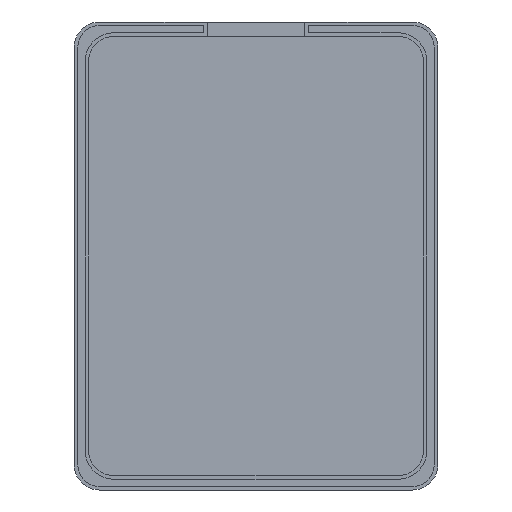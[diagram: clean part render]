
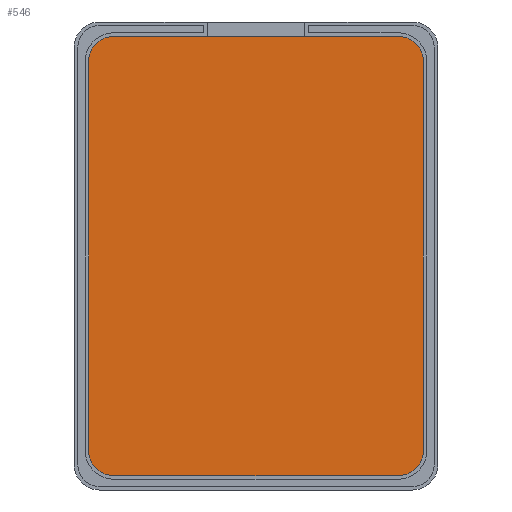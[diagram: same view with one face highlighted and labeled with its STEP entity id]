
A CAD part, front view. The second image highlights one B-rep face of the part: STEP entity #546.
In plain terms, the highlighted planar face has unit normal (0, -1, 0).
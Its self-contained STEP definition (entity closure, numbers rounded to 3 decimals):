
#23 = EDGE_CURVE ( 'NONE', #45, #210, #1076, .T. ) ;
#32 = AXIS2_PLACEMENT_3D ( 'NONE', #109, #705, #928 ) ;
#45 = VERTEX_POINT ( 'NONE', #926 ) ;
#67 = DIRECTION ( 'NONE',  ( 0., -1., 0. ) ) ;
#81 = CARTESIAN_POINT ( 'NONE',  ( 23.25, 4., -27. ) ) ;
#85 = CIRCLE ( 'NONE', #32, 3.5 ) ;
#109 = CARTESIAN_POINT ( 'NONE',  ( 19.75, 4., -27. ) ) ;
#135 = CARTESIAN_POINT ( 'NONE',  ( -19.75, 4., 30.5 ) ) ;
#153 = DIRECTION ( 'NONE',  ( 0., -1., 0. ) ) ;
#184 = EDGE_CURVE ( 'NONE', #1167, #880, #553, .T. ) ;
#192 = ORIENTED_EDGE ( 'NONE', *, *, #1139, .T. ) ;
#210 = VERTEX_POINT ( 'NONE', #858 ) ;
#218 = DIRECTION ( 'NONE',  ( 0., 0., -1. ) ) ;
#268 = CARTESIAN_POINT ( 'NONE',  ( -23.25, 4., -27. ) ) ;
#291 = EDGE_CURVE ( 'NONE', #210, #336, #1116, .T. ) ;
#317 = VECTOR ( 'NONE', #1013, 1000. ) ;
#336 = VERTEX_POINT ( 'NONE', #1340 ) ;
#386 = AXIS2_PLACEMENT_3D ( 'NONE', #1259, #1348, #909 ) ;
#392 = ORIENTED_EDGE ( 'NONE', *, *, #1082, .T. ) ;
#399 = CIRCLE ( 'NONE', #574, 3.5 ) ;
#402 = CARTESIAN_POINT ( 'NONE',  ( -19.75, 4., 27. ) ) ;
#430 = CIRCLE ( 'NONE', #1012, 3.5 ) ;
#472 = ORIENTED_EDGE ( 'NONE', *, *, #721, .T. ) ;
#482 = EDGE_CURVE ( 'NONE', #952, #45, #620, .T. ) ;
#518 = CARTESIAN_POINT ( 'NONE',  ( -23.25, 4., 27. ) ) ;
#546 = ADVANCED_FACE ( 'NONE', ( #656 ), #874, .T. ) ;
#553 = LINE ( 'NONE', #1316, #783 ) ;
#574 = AXIS2_PLACEMENT_3D ( 'NONE', #1224, #153, #785 ) ;
#592 = CARTESIAN_POINT ( 'NONE',  ( -19.75, 4., -30.5 ) ) ;
#620 = LINE ( 'NONE', #81, #1355 ) ;
#656 = FACE_OUTER_BOUND ( 'NONE', #742, .T. ) ;
#705 = DIRECTION ( 'NONE',  ( 0., -1., 0. ) ) ;
#721 = EDGE_CURVE ( 'NONE', #908, #1167, #399, .T. ) ;
#742 = EDGE_LOOP ( 'NONE', ( #943, #997, #1091, #1205, #392, #192, #472, #1183 ) ) ;
#746 = CARTESIAN_POINT ( 'NONE',  ( 19.75, 4., -27. ) ) ;
#783 = VECTOR ( 'NONE', #1194, 1000. ) ;
#785 = DIRECTION ( 'NONE',  ( 0., 0., 1. ) ) ;
#802 = VECTOR ( 'NONE', #1014, 1000. ) ;
#856 = AXIS2_PLACEMENT_3D ( 'NONE', #746, #1294, #218 ) ;
#858 = CARTESIAN_POINT ( 'NONE',  ( 19.75, 4., 30.5 ) ) ;
#864 = EDGE_CURVE ( 'NONE', #880, #952, #85, .T. ) ;
#874 = PLANE ( 'NONE',  #856 ) ;
#880 = VERTEX_POINT ( 'NONE', #1028 ) ;
#908 = VERTEX_POINT ( 'NONE', #268 ) ;
#909 = DIRECTION ( 'NONE',  ( 0., 0., 1. ) ) ;
#926 = CARTESIAN_POINT ( 'NONE',  ( 23.25, 4., 27. ) ) ;
#928 = DIRECTION ( 'NONE',  ( 0., 0., -1. ) ) ;
#938 = DIRECTION ( 'NONE',  ( 0., 0., 1. ) ) ;
#943 = ORIENTED_EDGE ( 'NONE', *, *, #864, .T. ) ;
#952 = VERTEX_POINT ( 'NONE', #1142 ) ;
#997 = ORIENTED_EDGE ( 'NONE', *, *, #482, .T. ) ;
#1012 = AXIS2_PLACEMENT_3D ( 'NONE', #402, #67, #1165 ) ;
#1013 = DIRECTION ( 'NONE',  ( 0., 0., -1. ) ) ;
#1014 = DIRECTION ( 'NONE',  ( -1., 0., 0. ) ) ;
#1028 = CARTESIAN_POINT ( 'NONE',  ( 19.75, 4., -30.5 ) ) ;
#1076 = CIRCLE ( 'NONE', #386, 3.5 ) ;
#1082 = EDGE_CURVE ( 'NONE', #336, #1234, #430, .T. ) ;
#1091 = ORIENTED_EDGE ( 'NONE', *, *, #23, .T. ) ;
#1116 = LINE ( 'NONE', #135, #802 ) ;
#1137 = LINE ( 'NONE', #1363, #317 ) ;
#1139 = EDGE_CURVE ( 'NONE', #1234, #908, #1137, .T. ) ;
#1142 = CARTESIAN_POINT ( 'NONE',  ( 23.25, 4., -27. ) ) ;
#1165 = DIRECTION ( 'NONE',  ( 0., 0., 1. ) ) ;
#1167 = VERTEX_POINT ( 'NONE', #592 ) ;
#1183 = ORIENTED_EDGE ( 'NONE', *, *, #184, .T. ) ;
#1194 = DIRECTION ( 'NONE',  ( 1., 0., 0. ) ) ;
#1205 = ORIENTED_EDGE ( 'NONE', *, *, #291, .T. ) ;
#1224 = CARTESIAN_POINT ( 'NONE',  ( -19.75, 4., -27. ) ) ;
#1234 = VERTEX_POINT ( 'NONE', #518 ) ;
#1259 = CARTESIAN_POINT ( 'NONE',  ( 19.75, 4., 27. ) ) ;
#1294 = DIRECTION ( 'NONE',  ( 0., -1., 0. ) ) ;
#1316 = CARTESIAN_POINT ( 'NONE',  ( -19.75, 4., -30.5 ) ) ;
#1340 = CARTESIAN_POINT ( 'NONE',  ( -19.75, 4., 30.5 ) ) ;
#1348 = DIRECTION ( 'NONE',  ( 0., -1., 0. ) ) ;
#1355 = VECTOR ( 'NONE', #938, 1000. ) ;
#1363 = CARTESIAN_POINT ( 'NONE',  ( -23.25, 4., -27. ) ) ;
